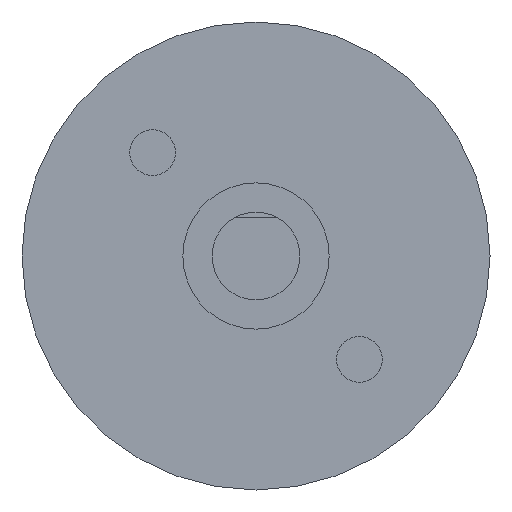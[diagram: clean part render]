
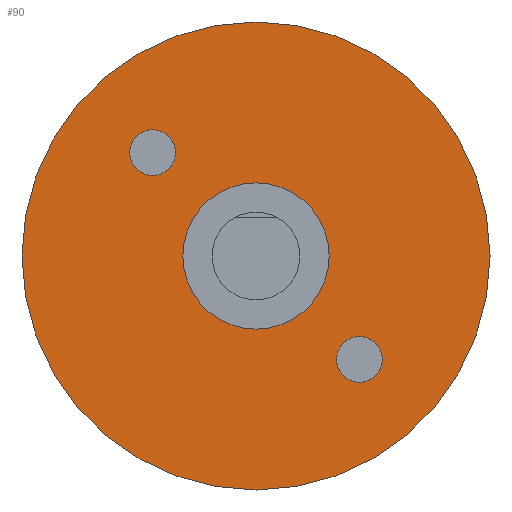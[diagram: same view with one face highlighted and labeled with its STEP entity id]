
A CAD part, front view. The second image highlights one B-rep face of the part: STEP entity #90.
In plain terms, the highlighted planar face has unit normal (0, -1, 0).
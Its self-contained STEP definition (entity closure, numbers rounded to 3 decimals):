
#90 = ADVANCED_FACE( '', ( #195, #196, #197, #198 ), #199, .F. );
#195 = FACE_BOUND( '', #312, .T. );
#196 = FACE_BOUND( '', #313, .T. );
#197 = FACE_OUTER_BOUND( '', #314, .T. );
#198 = FACE_BOUND( '', #315, .T. );
#199 = PLANE( '', #316 );
#312 = EDGE_LOOP( '', ( #500 ) );
#313 = EDGE_LOOP( '', ( #501 ) );
#314 = EDGE_LOOP( '', ( #502 ) );
#315 = EDGE_LOOP( '', ( #503 ) );
#316 = AXIS2_PLACEMENT_3D( '', #504, #505, #506 );
#500 = ORIENTED_EDGE( '', *, *, #636, .T. );
#501 = ORIENTED_EDGE( '', *, *, #675, .T. );
#502 = ORIENTED_EDGE( '', *, *, #673, .F. );
#503 = ORIENTED_EDGE( '', *, *, #676, .T. );
#504 = CARTESIAN_POINT( '', ( 0., 0., -8. ) );
#505 = DIRECTION( '', ( 0., 1., 0. ) );
#506 = DIRECTION( '', ( 0., 0., 1. ) );
#636 = EDGE_CURVE( '', #747, #747, #748, .T. );
#673 = EDGE_CURVE( '', #799, #799, #800, .T. );
#675 = EDGE_CURVE( '', #802, #802, #803, .T. );
#676 = EDGE_CURVE( '', #804, #804, #805, .T. );
#747 = VERTEX_POINT( '', #894 );
#748 = CIRCLE( '', #895, 0.784 );
#799 = VERTEX_POINT( '', #986 );
#800 = CIRCLE( '', #987, 8. );
#802 = VERTEX_POINT( '', #989 );
#803 = CIRCLE( '', #990, 0.784 );
#804 = VERTEX_POINT( '', #991 );
#805 = CIRCLE( '', #992, 2.5 );
#894 = CARTESIAN_POINT( '', ( -2.752, 0., 3.536 ) );
#895 = AXIS2_PLACEMENT_3D( '', #1086, #1087, #1088 );
#986 = CARTESIAN_POINT( '', ( 0., 0., 8. ) );
#987 = AXIS2_PLACEMENT_3D( '', #1119, #1120, #1121 );
#989 = CARTESIAN_POINT( '', ( 4.319, 0., -3.536 ) );
#990 = AXIS2_PLACEMENT_3D( '', #1122, #1123, #1124 );
#991 = CARTESIAN_POINT( '', ( 0., 0., 2.5 ) );
#992 = AXIS2_PLACEMENT_3D( '', #1125, #1126, #1127 );
#1086 = CARTESIAN_POINT( '', ( -3.536, 0., 3.536 ) );
#1087 = DIRECTION( '', ( 0., 1., 0. ) );
#1088 = DIRECTION( '', ( 1., 0., 0. ) );
#1119 = CARTESIAN_POINT( '', ( 0., 0., 0. ) );
#1120 = DIRECTION( '', ( 0., 1., 0. ) );
#1121 = DIRECTION( '', ( 0., 0., 1. ) );
#1122 = CARTESIAN_POINT( '', ( 3.536, 0., -3.536 ) );
#1123 = DIRECTION( '', ( 0., 1., 0. ) );
#1124 = DIRECTION( '', ( 1., 0., 0. ) );
#1125 = CARTESIAN_POINT( '', ( 0., 0., 0. ) );
#1126 = DIRECTION( '', ( 0., 1., 0. ) );
#1127 = DIRECTION( '', ( 0., 0., 1. ) );
